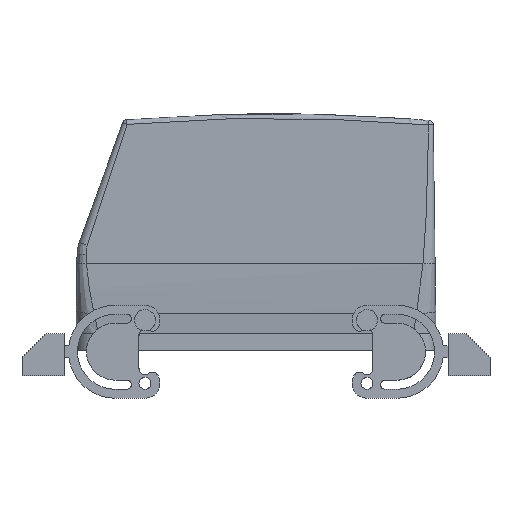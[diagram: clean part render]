
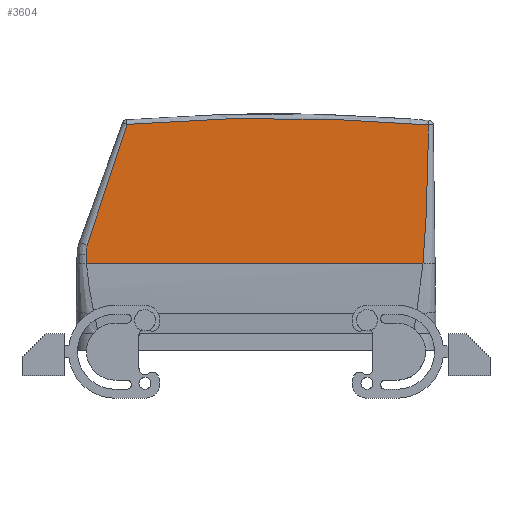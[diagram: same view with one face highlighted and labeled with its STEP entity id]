
A CAD part, left-side view. The second image highlights one B-rep face of the part: STEP entity #3604.
In plain terms, the highlighted planar face has unit normal (-1, 0, 0).
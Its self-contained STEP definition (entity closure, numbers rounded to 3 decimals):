
#3563=AXIS2_PLACEMENT_3D('Plane Axis2P3D',#3560,#3561,#3562) ;
#3593=AXIS2_PLACEMENT_3D('Circle Axis2P3D',#3591,#3592,$) ;
#2375=CARTESIAN_POINT('Vertex',(5.75,22.344,44.838)) ;
#2398=CARTESIAN_POINT('Line Origine',(5.75,77.368,44.838)) ;
#2402=CARTESIAN_POINT('Vertex',(5.75,134.502,44.838)) ;
#2876=CARTESIAN_POINT('Control Point',(5.75,134.653,47.961)) ;
#2877=CARTESIAN_POINT('Control Point',(5.75,134.628,47.337)) ;
#2878=CARTESIAN_POINT('Control Point',(5.75,134.602,46.712)) ;
#2879=CARTESIAN_POINT('Control Point',(5.75,134.573,46.088)) ;
#2880=CARTESIAN_POINT('Control Point',(5.75,134.54,45.464)) ;
#2881=CARTESIAN_POINT('Control Point',(5.75,134.502,44.838)) ;
#2882=CARTESIAN_POINT('Vertex',(5.75,134.653,47.961)) ;
#3252=CARTESIAN_POINT('Vertex',(5.75,20.449,91.076)) ;
#3256=CARTESIAN_POINT('Control Point',(5.75,20.449,91.076)) ;
#3257=CARTESIAN_POINT('Control Point',(5.75,20.518,86.576)) ;
#3258=CARTESIAN_POINT('Control Point',(5.75,20.601,82.081)) ;
#3259=CARTESIAN_POINT('Control Point',(5.75,20.713,77.612)) ;
#3260=CARTESIAN_POINT('Control Point',(5.75,20.894,71.124)) ;
#3261=CARTESIAN_POINT('Control Point',(5.75,21.121,64.637)) ;
#3262=CARTESIAN_POINT('Control Point',(5.75,21.195,62.649)) ;
#3263=CARTESIAN_POINT('Control Point',(5.75,21.316,59.673)) ;
#3264=CARTESIAN_POINT('Control Point',(5.75,21.459,56.697)) ;
#3265=CARTESIAN_POINT('Control Point',(5.75,21.511,55.682)) ;
#3266=CARTESIAN_POINT('Control Point',(5.75,21.663,52.918)) ;
#3267=CARTESIAN_POINT('Control Point',(5.75,21.854,50.155)) ;
#3268=CARTESIAN_POINT('Control Point',(5.75,21.997,48.382)) ;
#3269=CARTESIAN_POINT('Control Point',(5.75,22.161,46.61)) ;
#3270=CARTESIAN_POINT('Control Point',(5.75,22.344,44.838)) ;
#3560=CARTESIAN_POINT('Axis2P3D Location',(5.75,-83.991,-34.441)) ;
#3566=CARTESIAN_POINT('Control Point',(5.75,120.999,91.291)) ;
#3567=CARTESIAN_POINT('Control Point',(5.75,122.667,86.474)) ;
#3568=CARTESIAN_POINT('Control Point',(5.75,124.319,81.651)) ;
#3569=CARTESIAN_POINT('Control Point',(5.75,125.936,76.818)) ;
#3570=CARTESIAN_POINT('Control Point',(5.75,128.466,69.164)) ;
#3571=CARTESIAN_POINT('Control Point',(5.75,130.955,61.497)) ;
#3572=CARTESIAN_POINT('Control Point',(5.75,131.863,58.682)) ;
#3573=CARTESIAN_POINT('Control Point',(5.75,132.897,55.451)) ;
#3574=CARTESIAN_POINT('Control Point',(5.75,133.915,52.215)) ;
#3575=CARTESIAN_POINT('Control Point',(5.75,134.043,51.806)) ;
#3576=CARTESIAN_POINT('Control Point',(5.75,134.171,51.398)) ;
#3577=CARTESIAN_POINT('Control Point',(5.75,134.299,50.989)) ;
#3578=CARTESIAN_POINT('Vertex',(5.75,134.299,50.989)) ;
#3580=CARTESIAN_POINT('Vertex',(5.75,120.999,91.291)) ;
#3584=CARTESIAN_POINT('Control Point',(5.75,134.299,50.989)) ;
#3585=CARTESIAN_POINT('Control Point',(5.75,134.473,50.401)) ;
#3586=CARTESIAN_POINT('Control Point',(5.75,134.598,49.797)) ;
#3587=CARTESIAN_POINT('Control Point',(5.75,134.67,49.185)) ;
#3588=CARTESIAN_POINT('Control Point',(5.75,134.689,48.571)) ;
#3589=CARTESIAN_POINT('Control Point',(5.75,134.653,47.961)) ;
#3591=CARTESIAN_POINT('Axis2P3D Location',(5.75,72.,-505.2)) ;
#2399=DIRECTION('Vector Direction',(0.,-1.,0.)) ;
#3561=DIRECTION('Axis2P3D Direction',(-1.,0.,0.)) ;
#3562=DIRECTION('Axis2P3D XDirection',(0.,-0.317,0.949)) ;
#3592=DIRECTION('Axis2P3D Direction',(-1.,0.,0.)) ;
#2400=VECTOR('Line Direction',#2399,1.) ;
#3597=ORIENTED_EDGE('',*,*,#3582,.F.) ;
#3598=ORIENTED_EDGE('',*,*,#3590,.F.) ;
#3599=ORIENTED_EDGE('',*,*,#2884,.F.) ;
#3600=ORIENTED_EDGE('',*,*,#2404,.T.) ;
#3601=ORIENTED_EDGE('',*,*,#3271,.T.) ;
#3602=ORIENTED_EDGE('',*,*,#3595,.T.) ;
#3604=ADVANCED_FACE('Hood',(#3603),#3564,.T.) ;
#2875=B_SPLINE_CURVE_WITH_KNOTS('',5,(#2876,#2877,#2878,#2879,#2880,#2881),.UNSPECIFIED.,.F.,.U.,(6,6),(143.119,146.243),.UNSPECIFIED.) ;
#3255=B_SPLINE_CURVE_WITH_KNOTS('',5,(#3256,#3257,#3258,#3259,#3260,#3261,#3262,#3263,#3264,#3265,#3266,#3267,#3268,#3269,#3270),.UNSPECIFIED.,.F.,.U.,(6,3,3,3,6),(32.974,55.467,65.404,70.348,79.228),.UNSPECIFIED.) ;
#3565=B_SPLINE_CURVE_WITH_KNOTS('',5,(#3566,#3567,#3568,#3569,#3570,#3571,#3572,#3573,#3574,#3575,#3576,#3577),.UNSPECIFIED.,.F.,.U.,(6,3,3,6),(0.,36.025,56.992,60.02),.UNSPECIFIED.) ;
#3583=B_SPLINE_CURVE_WITH_KNOTS('',5,(#3584,#3585,#3586,#3587,#3588,#3589),.UNSPECIFIED.,.F.,.U.,(6,6),(0.,4.34),.UNSPECIFIED.) ;
#3594=CIRCLE('generated circle',#3593,598.5) ;
#2404=EDGE_CURVE('',#2403,#2376,#2401,.T.) ;
#2884=EDGE_CURVE('',#2403,#2883,#2875,.F.) ;
#3271=EDGE_CURVE('',#2376,#3253,#3255,.F.) ;
#3582=EDGE_CURVE('',#3579,#3581,#3565,.F.) ;
#3590=EDGE_CURVE('',#2883,#3579,#3583,.F.) ;
#3595=EDGE_CURVE('',#3253,#3581,#3594,.T.) ;
#3596=EDGE_LOOP('',(#3597,#3598,#3599,#3600,#3601,#3602)) ;
#3603=FACE_OUTER_BOUND('',#3596,.T.) ;
#2401=LINE('Line',#2398,#2400) ;
#3564=PLANE('',#3563) ;
#2376=VERTEX_POINT('',#2375) ;
#2403=VERTEX_POINT('',#2402) ;
#2883=VERTEX_POINT('',#2882) ;
#3253=VERTEX_POINT('',#3252) ;
#3579=VERTEX_POINT('',#3578) ;
#3581=VERTEX_POINT('',#3580) ;
